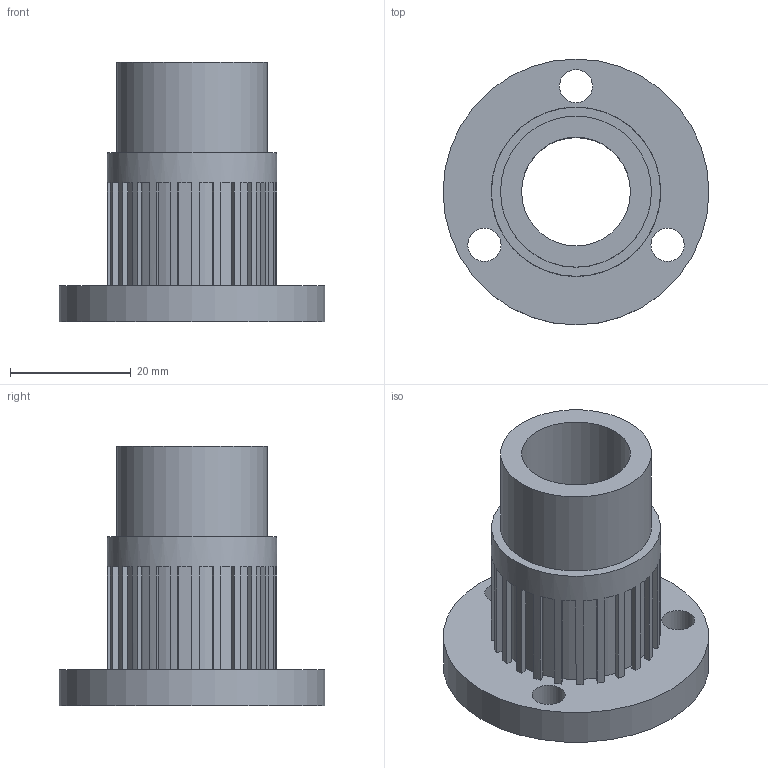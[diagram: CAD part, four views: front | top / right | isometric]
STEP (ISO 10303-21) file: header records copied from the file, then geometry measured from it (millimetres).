
FILE_DESCRIPTION(('STEP AP242'), '1');
FILE_NAME('Shaft', '2022-09-14T13:24:20', ('Äàðüÿ'), ('HP'), 'C3D Converter', 'C3D Toolkit', '');
FILE_SCHEMA(('AP242_MANAGED_MODEL_BASED_3D_ENGINEERING_MIM_LF { 1 0 10303 442 1 1 4 }'));
Length unit declared in the file: millimetre
Bounding box: 44 x 44 x 43 mm (x, y, z)
Volume: 17020.8 mm3; surface area: 10885.2 mm2
Topology: 1 solids, 1 shells, 85 faces, 311 edges, 207 vertices
Faces by surface type: plane 53, cylinder 32
Full cylindrical faces by diameter (mm): 5.5 x3, 18 x1, 25 x2, 28 x1, 44 x1
Entity records: 4140 total; most frequent: ORIENTED_EDGE 606, CARTESIAN_POINT 596, DIRECTION 586, EDGE_CURVE 303, VERTEX_POINT 207, AXIS2_PLACEMENT_3D 197, LINE 192, VECTOR 192
